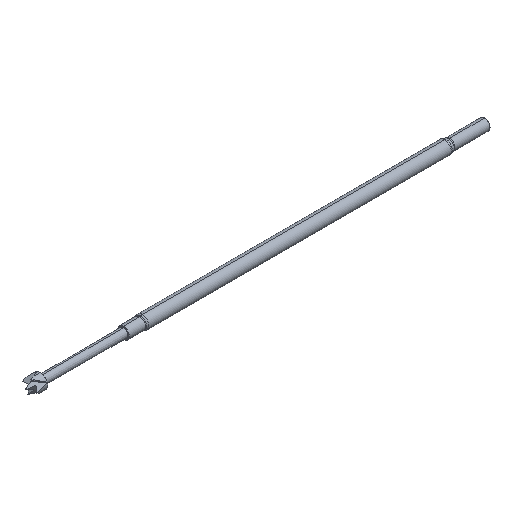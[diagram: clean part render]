
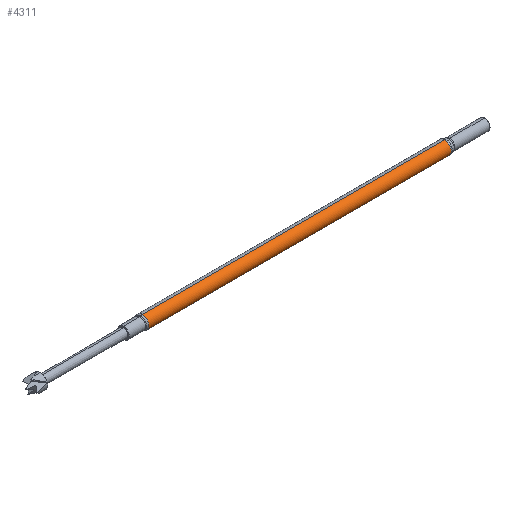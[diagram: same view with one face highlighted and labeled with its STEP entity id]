
A CAD part, isometric view. The second image highlights one B-rep face of the part: STEP entity #4311.
In plain terms, the highlighted cylindrical face has radius 0.51 mm (diameter 1.021 mm), a partial arc.
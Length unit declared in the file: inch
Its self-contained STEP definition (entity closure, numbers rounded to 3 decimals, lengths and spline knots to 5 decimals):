
#48 = CARTESIAN_POINT ( 'NONE',  ( 0.986, 0., 0.0201 ) ) ;
#122 = DIRECTION ( 'NONE',  ( 1., 0., 0. ) ) ;
#204 = CIRCLE ( 'NONE', #435, 0.0201 ) ;
#290 = ORIENTED_EDGE ( 'NONE', *, *, #2057, .F. ) ;
#340 = VERTEX_POINT ( 'NONE', #48 ) ;
#389 = ORIENTED_EDGE ( 'NONE', *, *, #1844, .T. ) ;
#392 = VERTEX_POINT ( 'NONE', #3431 ) ;
#435 = AXIS2_PLACEMENT_3D ( 'NONE', #3225, #2534, #2878 ) ;
#445 = VERTEX_POINT ( 'NONE', #4096 ) ;
#580 = CARTESIAN_POINT ( 'NONE',  ( 0.05786, 0., 0.0201 ) ) ;
#610 = DIRECTION ( 'NONE',  ( 1., 0., 0. ) ) ;
#642 = CARTESIAN_POINT ( 'NONE',  ( 1.1655, 0., -0.0201 ) ) ;
#679 = AXIS2_PLACEMENT_3D ( 'NONE', #3489, #122, #808 ) ;
#794 = LINE ( 'NONE', #642, #2583 ) ;
#808 = DIRECTION ( 'NONE',  ( 0., 0., -1. ) ) ;
#826 = FACE_OUTER_BOUND ( 'NONE', #1947, .T. ) ;
#851 = CARTESIAN_POINT ( 'NONE',  ( 1.1655, 0., 0. ) ) ;
#962 = DIRECTION ( 'NONE',  ( 1., 0., 0. ) ) ;
#1297 = CARTESIAN_POINT ( 'NONE',  ( 1.1655, 0., 0.0201 ) ) ;
#1318 = VECTOR ( 'NONE', #962, 39.37008 ) ;
#1505 = CIRCLE ( 'NONE', #679, 0.0201 ) ;
#1844 = EDGE_CURVE ( 'NONE', #2061, #392, #1505, .T. ) ;
#1947 = EDGE_LOOP ( 'NONE', ( #3231, #389, #3648, #290 ) ) ;
#2057 = EDGE_CURVE ( 'NONE', #340, #445, #204, .T. ) ;
#2061 = VERTEX_POINT ( 'NONE', #580 ) ;
#2373 = EDGE_CURVE ( 'NONE', #392, #445, #794, .T. ) ;
#2508 = CYLINDRICAL_SURFACE ( 'NONE', #4281, 0.0201 ) ;
#2534 = DIRECTION ( 'NONE',  ( 1., 0., 0. ) ) ;
#2557 = EDGE_CURVE ( 'NONE', #2061, #340, #4257, .T. ) ;
#2583 = VECTOR ( 'NONE', #610, 39.37008 ) ;
#2878 = DIRECTION ( 'NONE',  ( 0., 0., -1. ) ) ;
#3191 = DIRECTION ( 'NONE',  ( 1., 0., 0. ) ) ;
#3225 = CARTESIAN_POINT ( 'NONE',  ( 0.986, 0., 0. ) ) ;
#3231 = ORIENTED_EDGE ( 'NONE', *, *, #2557, .F. ) ;
#3431 = CARTESIAN_POINT ( 'NONE',  ( 0.05786, 0., -0.0201 ) ) ;
#3489 = CARTESIAN_POINT ( 'NONE',  ( 0.05786, 0., 0. ) ) ;
#3648 = ORIENTED_EDGE ( 'NONE', *, *, #2373, .T. ) ;
#3883 = DIRECTION ( 'NONE',  ( 0., 0., -1. ) ) ;
#4096 = CARTESIAN_POINT ( 'NONE',  ( 0.986, 0., -0.0201 ) ) ;
#4257 = LINE ( 'NONE', #1297, #1318 ) ;
#4281 = AXIS2_PLACEMENT_3D ( 'NONE', #851, #3191, #3883 ) ;
#4311 = ADVANCED_FACE ( 'NONE', ( #826 ), #2508, .T. ) ;
